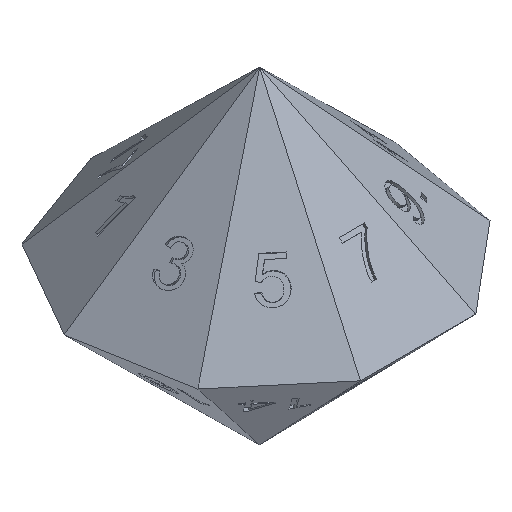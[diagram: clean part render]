
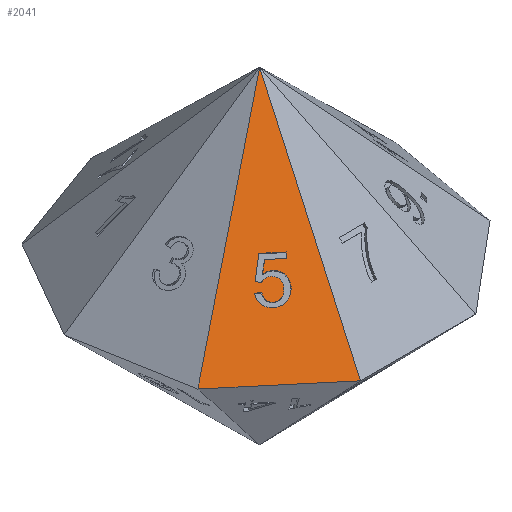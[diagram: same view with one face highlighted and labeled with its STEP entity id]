
A CAD part, isometric view. The second image highlights one B-rep face of the part: STEP entity #2041.
In plain terms, the highlighted planar face has unit normal (-0.462, -0.55, 0.696).
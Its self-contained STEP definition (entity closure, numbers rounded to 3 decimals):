
#721=CARTESIAN_POINT('',(-4.408,-12.111,-0.));
#722=VERTEX_POINT('',#721);
#883=CARTESIAN_POINT('',(-11.162,-6.444,-0.));
#884=VERTEX_POINT('',#883);
#885=CARTESIAN_POINT('',(-11.162,-6.444,0.));
#886=DIRECTION('',(0.766,-0.643,0.));
#887=VECTOR('',#886,8.816);
#888=LINE('',#885,#887);
#889=EDGE_CURVE('',#884,#722,#888,.T.);
#1517=CARTESIAN_POINT('',(0.,-0.,12.5));
#1518=VERTEX_POINT('',#1517);
#1900=CARTESIAN_POINT('',(-7.785,-9.278,0.));
#1901=DIRECTION('',(-0.462,-0.55,0.696));
#1902=DIRECTION('',(-0.,-0.784,-0.62));
#1903=AXIS2_PLACEMENT_3D('',#1900,#1901,#1902);
#1904=PLANE('',#1903);
#1905=ORIENTED_EDGE('',*,*,#889,.T.);
#1906=CARTESIAN_POINT('',(0.,-0.,12.5));
#1907=DIRECTION('',(-0.246,-0.675,-0.696));
#1908=VECTOR('',#1907,17.955);
#1909=LINE('',#1906,#1908);
#1910=EDGE_CURVE('',#1518,#722,#1909,.T.);
#1911=ORIENTED_EDGE('',*,*,#1910,.F.);
#1912=CARTESIAN_POINT('',(-0.,-0.,12.5));
#1913=DIRECTION('',(-0.622,-0.359,-0.696));
#1914=VECTOR('',#1913,17.955);
#1915=LINE('',#1912,#1914);
#1916=EDGE_CURVE('',#1518,#884,#1915,.T.);
#1917=ORIENTED_EDGE('',*,*,#1916,.T.);
#1918=EDGE_LOOP('',(#1905,#1911,#1917));
#1919=FACE_BOUND('',#1918,.T.);
#1920=CARTESIAN_POINT('',(-5.056,-4.993,5.198));
#1921=VERTEX_POINT('',#1920);
#1922=CARTESIAN_POINT('',(-3.914,-5.951,5.198));
#1923=VERTEX_POINT('',#1922);
#1924=CARTESIAN_POINT('',(-5.056,-4.993,5.198));
#1925=DIRECTION('',(0.766,-0.643,0.));
#1926=VECTOR('',#1925,1.491);
#1927=LINE('',#1924,#1926);
#1928=EDGE_CURVE('',#1921,#1923,#1927,.T.);
#1929=ORIENTED_EDGE('',*,*,#1928,.T.);
#1930=CARTESIAN_POINT('',(-4.071,-6.138,4.946));
#1931=VERTEX_POINT('',#1930);
#1932=CARTESIAN_POINT('',(-3.914,-5.951,5.198));
#1933=DIRECTION('',(-0.447,-0.533,-0.718));
#1934=VECTOR('',#1933,0.352);
#1935=LINE('',#1932,#1934);
#1936=EDGE_CURVE('',#1923,#1931,#1935,.T.);
#1937=ORIENTED_EDGE('',*,*,#1936,.T.);
#1938=CARTESIAN_POINT('',(-4.988,-5.369,4.946));
#1939=VERTEX_POINT('',#1938);
#1940=CARTESIAN_POINT('',(-4.071,-6.138,4.946));
#1941=DIRECTION('',(-0.766,0.643,-0.));
#1942=VECTOR('',#1941,1.196);
#1943=LINE('',#1940,#1942);
#1944=EDGE_CURVE('',#1931,#1939,#1943,.T.);
#1945=ORIENTED_EDGE('',*,*,#1944,.T.);
#1946=CARTESIAN_POINT('',(-5.472,-5.695,4.367));
#1947=VERTEX_POINT('',#1946);
#1948=CARTESIAN_POINT('',(-4.988,-5.369,4.946));
#1949=DIRECTION('',(-0.589,-0.396,-0.704));
#1950=VECTOR('',#1949,0.822);
#1951=LINE('',#1948,#1950);
#1952=EDGE_CURVE('',#1939,#1947,#1951,.T.);
#1953=ORIENTED_EDGE('',*,*,#1952,.T.);
#1954=CARTESIAN_POINT('',(-5.17,-7.298,3.299));
#1955=VERTEX_POINT('',#1954);
#1956=CARTESIAN_POINT('',(-5.472,-5.695,4.367));
#1957=CARTESIAN_POINT('',(-5.278,-5.744,4.457));
#1958=CARTESIAN_POINT('',(-5.105,-5.832,4.502));
#1959=CARTESIAN_POINT('',(-4.954,-5.959,4.502));
#1960=CARTESIAN_POINT('',(-4.753,-6.127,4.502));
#1961=CARTESIAN_POINT('',(-4.625,-6.317,4.437));
#1962=CARTESIAN_POINT('',(-4.568,-6.53,4.307));
#1963=CARTESIAN_POINT('',(-4.511,-6.742,4.177));
#1964=CARTESIAN_POINT('',(-4.547,-6.924,4.009));
#1965=CARTESIAN_POINT('',(-4.674,-7.076,3.805));
#1966=CARTESIAN_POINT('',(-4.795,-7.221,3.61));
#1967=CARTESIAN_POINT('',(-4.961,-7.295,3.441));
#1968=CARTESIAN_POINT('',(-5.17,-7.298,3.299));
#1969=B_SPLINE_CURVE_WITH_KNOTS('',3,(#1956,#1957,#1958,#1959,#1960,#1961,#1962,#1963,#1964,#1965,#1966,#1967,#1968),.UNSPECIFIED.,.F.,.F.,(4,3,3,3,4),(0.,0.111,0.259,0.406,0.547),.UNSPECIFIED.);
#1970=EDGE_CURVE('',#1947,#1955,#1969,.T.);
#1971=ORIENTED_EDGE('',*,*,#1970,.T.);
#1972=CARTESIAN_POINT('',(-6.3,-5.921,3.639));
#1973=VERTEX_POINT('',#1972);
#1974=CARTESIAN_POINT('',(-5.17,-7.298,3.299));
#1975=CARTESIAN_POINT('',(-5.426,-7.304,3.125));
#1976=CARTESIAN_POINT('',(-5.682,-7.2,3.038));
#1977=CARTESIAN_POINT('',(-5.936,-6.986,3.038));
#1978=CARTESIAN_POINT('',(-6.145,-6.811,3.038));
#1979=CARTESIAN_POINT('',(-6.282,-6.627,3.093));
#1980=CARTESIAN_POINT('',(-6.345,-6.435,3.203));
#1981=CARTESIAN_POINT('',(-6.409,-6.243,3.312));
#1982=CARTESIAN_POINT('',(-6.394,-6.072,3.458));
#1983=CARTESIAN_POINT('',(-6.3,-5.921,3.639));
#1984=B_SPLINE_CURVE_WITH_KNOTS('',3,(#1974,#1975,#1976,#1977,#1978,#1979,#1980,#1981,#1982,#1983),.UNSPECIFIED.,.F.,.F.,(4,3,3,4),(0.547,0.718,0.859,1.),.UNSPECIFIED.);
#1985=EDGE_CURVE('',#1955,#1973,#1984,.T.);
#1986=ORIENTED_EDGE('',*,*,#1985,.T.);
#1987=CARTESIAN_POINT('',(-5.989,-6.152,3.662));
#1988=VERTEX_POINT('',#1987);
#1989=CARTESIAN_POINT('',(-6.3,-5.921,3.639));
#1990=DIRECTION('',(0.801,-0.596,0.061));
#1991=VECTOR('',#1990,0.388);
#1992=LINE('',#1989,#1991);
#1993=EDGE_CURVE('',#1973,#1988,#1992,.T.);
#1994=ORIENTED_EDGE('',*,*,#1993,.T.);
#1995=CARTESIAN_POINT('',(-5.723,-5.873,4.06));
#1996=VERTEX_POINT('',#1995);
#1997=CARTESIAN_POINT('',(-5.989,-6.152,3.662));
#1998=CARTESIAN_POINT('',(-6.052,-6.271,3.527));
#1999=CARTESIAN_POINT('',(-6.064,-6.389,3.426));
#2000=CARTESIAN_POINT('',(-6.026,-6.507,3.357));
#2001=CARTESIAN_POINT('',(-5.989,-6.624,3.289));
#2002=CARTESIAN_POINT('',(-5.914,-6.73,3.255));
#2003=CARTESIAN_POINT('',(-5.801,-6.825,3.255));
#2004=CARTESIAN_POINT('',(-5.665,-6.939,3.255));
#2005=CARTESIAN_POINT('',(-5.52,-7.,3.303));
#2006=CARTESIAN_POINT('',(-5.367,-7.007,3.399));
#2007=CARTESIAN_POINT('',(-5.213,-7.015,3.495));
#2008=CARTESIAN_POINT('',(-5.087,-6.96,3.623));
#2009=CARTESIAN_POINT('',(-4.988,-6.842,3.781));
#2010=CARTESIAN_POINT('',(-4.894,-6.73,3.932));
#2011=CARTESIAN_POINT('',(-4.865,-6.604,4.051));
#2012=CARTESIAN_POINT('',(-4.901,-6.464,4.138));
#2013=CARTESIAN_POINT('',(-4.937,-6.323,4.225));
#2014=CARTESIAN_POINT('',(-5.028,-6.192,4.269));
#2015=CARTESIAN_POINT('',(-5.175,-6.069,4.269));
#2016=CARTESIAN_POINT('',(-5.265,-5.993,4.269));
#2017=CARTESIAN_POINT('',(-5.359,-5.938,4.249));
#2018=CARTESIAN_POINT('',(-5.457,-5.906,4.211));
#2019=CARTESIAN_POINT('',(-5.554,-5.873,4.172));
#2020=CARTESIAN_POINT('',(-5.643,-5.862,4.122));
#2021=CARTESIAN_POINT('',(-5.723,-5.873,4.06));
#2022=B_SPLINE_CURVE_WITH_KNOTS('',3,(#1997,#1998,#1999,#2000,#2001,#2002,#2003,#2004,#2005,#2006,#2007,#2008,#2009,#2010,#2011,#2012,#2013,#2014,#2015,#2016,#2017,#2018,#2019,#2020,#2021),.UNSPECIFIED.,.F.,.F.,(4,3,3,3,3,3,3,3,4),(0.,0.123,0.246,0.395,0.543,0.684,0.825,0.912,1.),.UNSPECIFIED.);
#2023=EDGE_CURVE('',#1988,#1996,#2022,.T.);
#2024=ORIENTED_EDGE('',*,*,#2023,.T.);
#2025=CARTESIAN_POINT('',(-5.967,-5.627,4.093));
#2026=VERTEX_POINT('',#2025);
#2027=CARTESIAN_POINT('',(-5.723,-5.873,4.06));
#2028=DIRECTION('',(-0.702,0.706,0.093));
#2029=VECTOR('',#2028,0.349);
#2030=LINE('',#2027,#2029);
#2031=EDGE_CURVE('',#1996,#2026,#2030,.T.);
#2032=ORIENTED_EDGE('',*,*,#2031,.T.);
#2033=CARTESIAN_POINT('',(-5.967,-5.627,4.093));
#2034=DIRECTION('',(0.581,0.405,0.706));
#2035=VECTOR('',#2034,1.567);
#2036=LINE('',#2033,#2035);
#2037=EDGE_CURVE('',#2026,#1921,#2036,.T.);
#2038=ORIENTED_EDGE('',*,*,#2037,.T.);
#2039=EDGE_LOOP('',(#1929,#1937,#1945,#1953,#1971,#1986,#1994,#2024,#2032,#2038));
#2040=FACE_BOUND('',#2039,.T.);
#2041=ADVANCED_FACE('',(#1919,#2040),#1904,.T.);
